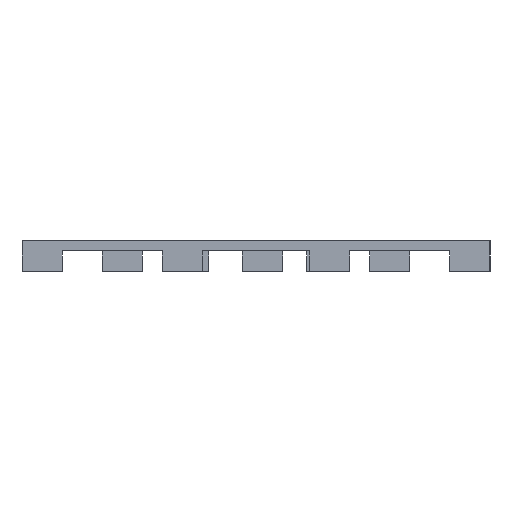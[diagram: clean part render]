
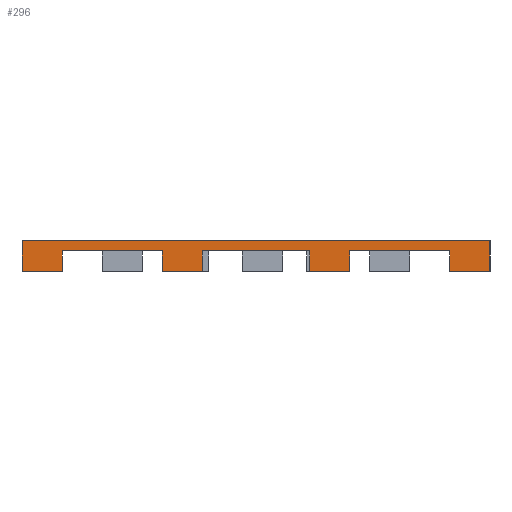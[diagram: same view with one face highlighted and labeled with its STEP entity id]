
A CAD part, front view. The second image highlights one B-rep face of the part: STEP entity #296.
In plain terms, the highlighted planar face has unit normal (0, -1, 0).
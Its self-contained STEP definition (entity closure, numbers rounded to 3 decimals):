
#296=ADVANCED_FACE('',(#6136),#6138,.T.);
#6136=FACE_BOUND('',#6137,.T.);
#6137=EDGE_LOOP('',(#11093,#11094,#11095,#11096,#11097,#11098,#11099,#11100,#11101,
#11102,#11103,#11104,#11105,#11106,#11107,#11108));
#6138=PLANE('',#6139);
#6139=AXIS2_PLACEMENT_3D('',#6140,#6141,#6142);
#6140=CARTESIAN_POINT('',(-233.5,-242.,0.));
#6141=DIRECTION('',(0.,-1.,0.));
#6142=DIRECTION('',(1.,0.,0.));
#11093=ORIENTED_EDGE('',*,*,#14875,.T.);
#11094=ORIENTED_EDGE('',*,*,#14876,.T.);
#11095=ORIENTED_EDGE('',*,*,#14877,.F.);
#11096=ORIENTED_EDGE('',*,*,#14878,.F.);
#11097=ORIENTED_EDGE('',*,*,#14879,.T.);
#11098=ORIENTED_EDGE('',*,*,#14880,.T.);
#11099=ORIENTED_EDGE('',*,*,#14881,.F.);
#11100=ORIENTED_EDGE('',*,*,#14882,.F.);
#11101=ORIENTED_EDGE('',*,*,#14883,.T.);
#11102=ORIENTED_EDGE('',*,*,#14884,.T.);
#11103=ORIENTED_EDGE('',*,*,#14809,.F.);
#11104=ORIENTED_EDGE('',*,*,#14831,.F.);
#11105=ORIENTED_EDGE('',*,*,#14384,.F.);
#11106=ORIENTED_EDGE('',*,*,#14863,.T.);
#11107=ORIENTED_EDGE('',*,*,#14814,.F.);
#11108=ORIENTED_EDGE('',*,*,#14885,.F.);
#14384=EDGE_CURVE('',#16314,#16316,#16317,.T.);
#14809=EDGE_CURVE('',#17165,#17166,#17167,.T.);
#14814=EDGE_CURVE('',#17174,#17176,#17177,.T.);
#14831=EDGE_CURVE('',#16316,#17165,#17207,.T.);
#14863=EDGE_CURVE('',#16314,#17176,#17264,.T.);
#14875=EDGE_CURVE('',#17281,#17282,#17283,.T.);
#14876=EDGE_CURVE('',#17282,#17284,#17285,.T.);
#14877=EDGE_CURVE('',#17286,#17284,#17287,.T.);
#14878=EDGE_CURVE('',#17288,#17286,#17289,.T.);
#14879=EDGE_CURVE('',#17288,#17290,#17291,.T.);
#14880=EDGE_CURVE('',#17290,#17292,#17293,.T.);
#14881=EDGE_CURVE('',#17294,#17292,#17295,.T.);
#14882=EDGE_CURVE('',#17296,#17294,#17297,.T.);
#14883=EDGE_CURVE('',#17296,#17298,#17299,.T.);
#14884=EDGE_CURVE('',#17298,#17166,#17300,.T.);
#14885=EDGE_CURVE('',#17281,#17174,#17301,.T.);
#16314=VERTEX_POINT('',#19545);
#16316=VERTEX_POINT('',#19549);
#16317=LINE('',#19550,#19551);
#17165=VERTEX_POINT('',#21373);
#17166=VERTEX_POINT('',#21374);
#17167=LINE('',#21375,#21376);
#17174=VERTEX_POINT('',#21390);
#17176=VERTEX_POINT('',#21394);
#17177=LINE('',#21395,#21396);
#17207=LINE('',#21460,#21461);
#17264=LINE('',#21581,#21582);
#17281=VERTEX_POINT('',#21624);
#17282=VERTEX_POINT('',#21625);
#17283=LINE('',#21626,#21627);
#17284=VERTEX_POINT('',#21629);
#17285=LINE('',#21630,#21631);
#17286=VERTEX_POINT('',#21633);
#17287=LINE('',#21634,#21635);
#17288=VERTEX_POINT('',#21637);
#17289=LINE('',#21638,#21639);
#17290=VERTEX_POINT('',#21641);
#17291=LINE('',#21642,#21643);
#17292=VERTEX_POINT('',#21645);
#17293=LINE('',#21646,#21647);
#17294=VERTEX_POINT('',#21649);
#17295=LINE('',#21650,#21651);
#17296=VERTEX_POINT('',#21653);
#17297=LINE('',#21654,#21655);
#17298=VERTEX_POINT('',#21657);
#17299=LINE('',#21658,#21659);
#17300=LINE('',#21661,#21662);
#17301=LINE('',#21664,#21665);
#19545=CARTESIAN_POINT('',(-233.5,-242.,5.));
#19549=CARTESIAN_POINT('',(0.,-242.,5.));
#19550=CARTESIAN_POINT('',(-233.5,-242.,5.));
#19551=VECTOR('',#19552,1.);
#19552=DIRECTION('',(1.,0.,0.));
#21373=CARTESIAN_POINT('',(0.,-242.,-10.));
#21374=CARTESIAN_POINT('',(-20.,-242.,-10.));
#21375=CARTESIAN_POINT('',(0.,-242.,-10.));
#21376=VECTOR('',#21377,1.);
#21377=DIRECTION('',(-1.,0.,0.));
#21390=CARTESIAN_POINT('',(-213.5,-242.,-10.));
#21394=CARTESIAN_POINT('',(-233.5,-242.,-10.));
#21395=CARTESIAN_POINT('',(-213.5,-242.,-10.));
#21396=VECTOR('',#21397,1.);
#21397=DIRECTION('',(-1.,0.,0.));
#21460=CARTESIAN_POINT('',(0.,-242.,5.));
#21461=VECTOR('',#21462,1.);
#21462=DIRECTION('',(0.,0.,-1.));
#21581=CARTESIAN_POINT('',(-233.5,-242.,5.));
#21582=VECTOR('',#21583,1.);
#21583=DIRECTION('',(0.,0.,-1.));
#21624=CARTESIAN_POINT('',(-213.5,-242.,0.));
#21625=CARTESIAN_POINT('',(-163.5,-242.,0.));
#21626=CARTESIAN_POINT('',(-213.5,-242.,0.));
#21627=VECTOR('',#21628,1.);
#21628=DIRECTION('',(1.,0.,0.));
#21629=CARTESIAN_POINT('',(-163.5,-242.,-10.));
#21630=CARTESIAN_POINT('',(-163.5,-242.,0.));
#21631=VECTOR('',#21632,1.);
#21632=DIRECTION('',(0.,0.,-1.));
#21633=CARTESIAN_POINT('',(-143.5,-242.,-10.));
#21634=CARTESIAN_POINT('',(-143.5,-242.,-10.));
#21635=VECTOR('',#21636,1.);
#21636=DIRECTION('',(-1.,0.,0.));
#21637=CARTESIAN_POINT('',(-143.5,-242.,0.));
#21638=CARTESIAN_POINT('',(-143.5,-242.,0.));
#21639=VECTOR('',#21640,1.);
#21640=DIRECTION('',(0.,0.,-1.));
#21641=CARTESIAN_POINT('',(-90.,-242.,0.));
#21642=CARTESIAN_POINT('',(-143.5,-242.,0.));
#21643=VECTOR('',#21644,1.);
#21644=DIRECTION('',(1.,0.,0.));
#21645=CARTESIAN_POINT('',(-90.,-242.,-10.));
#21646=CARTESIAN_POINT('',(-90.,-242.,0.));
#21647=VECTOR('',#21648,1.);
#21648=DIRECTION('',(0.,0.,-1.));
#21649=CARTESIAN_POINT('',(-70.,-242.,-10.));
#21650=CARTESIAN_POINT('',(-70.,-242.,-10.));
#21651=VECTOR('',#21652,1.);
#21652=DIRECTION('',(-1.,0.,0.));
#21653=CARTESIAN_POINT('',(-70.,-242.,0.));
#21654=CARTESIAN_POINT('',(-70.,-242.,0.));
#21655=VECTOR('',#21656,1.);
#21656=DIRECTION('',(0.,0.,-1.));
#21657=CARTESIAN_POINT('',(-20.,-242.,0.));
#21658=CARTESIAN_POINT('',(-70.,-242.,0.));
#21659=VECTOR('',#21660,1.);
#21660=DIRECTION('',(1.,0.,0.));
#21661=CARTESIAN_POINT('',(-20.,-242.,0.));
#21662=VECTOR('',#21663,1.);
#21663=DIRECTION('',(0.,0.,-1.));
#21664=CARTESIAN_POINT('',(-213.5,-242.,0.));
#21665=VECTOR('',#21666,1.);
#21666=DIRECTION('',(0.,0.,-1.));
